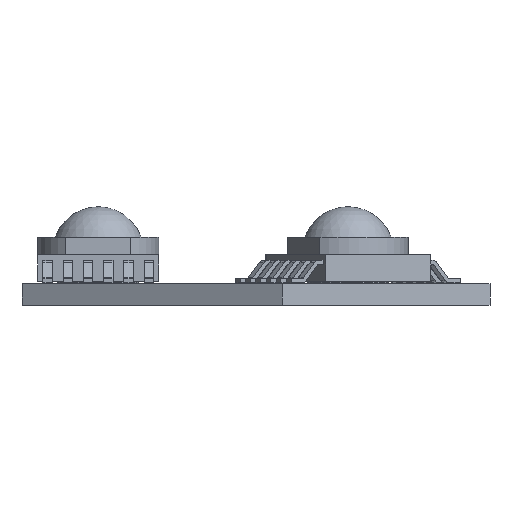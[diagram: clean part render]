
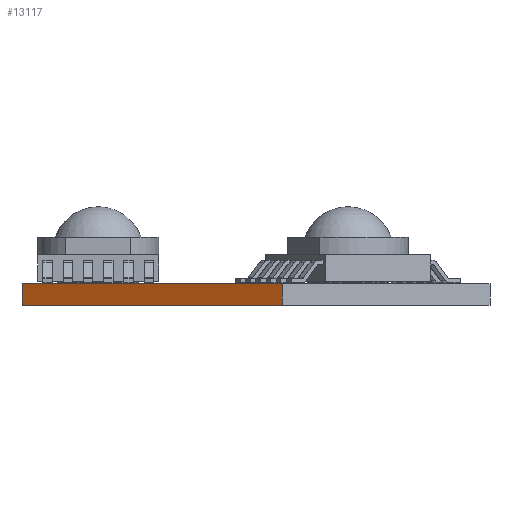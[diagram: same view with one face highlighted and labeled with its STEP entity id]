
A CAD part, left-side view. The second image highlights one B-rep face of the part: STEP entity #13117.
In plain terms, the highlighted planar face has unit normal (-0.866, 0.5, 0).
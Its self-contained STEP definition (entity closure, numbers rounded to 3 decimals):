
#12936 = PLANE('',#12937);
#12937 = AXIS2_PLACEMENT_3D('',#12938,#12939,#12940);
#12938 = CARTESIAN_POINT('',(8.9,18.,0.));
#12939 = DIRECTION('',(0.,-1.,0.));
#12940 = DIRECTION('',(-1.,0.,0.));
#12961 = VERTEX_POINT('',#12962);
#12962 = CARTESIAN_POINT('',(-8.9,18.,1.6));
#12976 = PLANE('',#12977);
#12977 = AXIS2_PLACEMENT_3D('',#12978,#12979,#12980);
#12978 = CARTESIAN_POINT('',(0.,0.,1.6)
  );
#12979 = DIRECTION('',(0.,0.,1.));
#12980 = DIRECTION('',(1.,0.,-0.));
#12988 = EDGE_CURVE('',#12989,#12961,#12991,.T.);
#12989 = VERTEX_POINT('',#12990);
#12990 = CARTESIAN_POINT('',(-8.9,18.,0.));
#12991 = SURFACE_CURVE('',#12992,(#12996,#13003),.PCURVE_S1.);
#12992 = LINE('',#12993,#12994);
#12993 = CARTESIAN_POINT('',(-8.9,18.,0.));
#12994 = VECTOR('',#12995,1.);
#12995 = DIRECTION('',(0.,0.,1.));
#12996 = PCURVE('',#12936,#12997);
#12997 = DEFINITIONAL_REPRESENTATION('',(#12998),#13002);
#12998 = LINE('',#12999,#13000);
#12999 = CARTESIAN_POINT('',(17.8,0.));
#13000 = VECTOR('',#13001,1.);
#13001 = DIRECTION('',(0.,-1.));
#13002 = ( GEOMETRIC_REPRESENTATION_CONTEXT(2) 
PARAMETRIC_REPRESENTATION_CONTEXT() REPRESENTATION_CONTEXT('2D SPACE',''
  ) );
#13003 = PCURVE('',#13004,#13009);
#13004 = PLANE('',#13005);
#13005 = AXIS2_PLACEMENT_3D('',#13006,#13007,#13008);
#13006 = CARTESIAN_POINT('',(-8.9,18.,0.));
#13007 = DIRECTION('',(0.866,-0.5,0.));
#13008 = DIRECTION('',(-0.5,-0.866,0.));
#13009 = DEFINITIONAL_REPRESENTATION('',(#13010),#13014);
#13010 = LINE('',#13011,#13012);
#13011 = CARTESIAN_POINT('',(0.,0.));
#13012 = VECTOR('',#13013,1.);
#13013 = DIRECTION('',(0.,-1.));
#13014 = ( GEOMETRIC_REPRESENTATION_CONTEXT(2) 
PARAMETRIC_REPRESENTATION_CONTEXT() REPRESENTATION_CONTEXT('2D SPACE',''
  ) );
#13030 = PLANE('',#13031);
#13031 = AXIS2_PLACEMENT_3D('',#13032,#13033,#13034);
#13032 = CARTESIAN_POINT('',(0.,0.,0.));
#13033 = DIRECTION('',(0.,0.,1.));
#13034 = DIRECTION('',(1.,0.,-0.));
#13117 = ADVANCED_FACE('',(#13118),#13004,.F.);
#13118 = FACE_BOUND('',#13119,.F.);
#13119 = EDGE_LOOP('',(#13120,#13121,#13144,#13172));
#13120 = ORIENTED_EDGE('',*,*,#12988,.T.);
#13121 = ORIENTED_EDGE('',*,*,#13122,.T.);
#13122 = EDGE_CURVE('',#12961,#13123,#13125,.T.);
#13123 = VERTEX_POINT('',#13124);
#13124 = CARTESIAN_POINT('',(-20.038,-1.292,1.6));
#13125 = SURFACE_CURVE('',#13126,(#13130,#13137),.PCURVE_S1.);
#13126 = LINE('',#13127,#13128);
#13127 = CARTESIAN_POINT('',(-8.9,18.,1.6));
#13128 = VECTOR('',#13129,1.);
#13129 = DIRECTION('',(-0.5,-0.866,0.));
#13130 = PCURVE('',#13004,#13131);
#13131 = DEFINITIONAL_REPRESENTATION('',(#13132),#13136);
#13132 = LINE('',#13133,#13134);
#13133 = CARTESIAN_POINT('',(0.,-1.6));
#13134 = VECTOR('',#13135,1.);
#13135 = DIRECTION('',(1.,0.));
#13136 = ( GEOMETRIC_REPRESENTATION_CONTEXT(2) 
PARAMETRIC_REPRESENTATION_CONTEXT() REPRESENTATION_CONTEXT('2D SPACE',''
  ) );
#13137 = PCURVE('',#12976,#13138);
#13138 = DEFINITIONAL_REPRESENTATION('',(#13139),#13143);
#13139 = LINE('',#13140,#13141);
#13140 = CARTESIAN_POINT('',(-8.9,18.));
#13141 = VECTOR('',#13142,1.);
#13142 = DIRECTION('',(-0.5,-0.866));
#13143 = ( GEOMETRIC_REPRESENTATION_CONTEXT(2) 
PARAMETRIC_REPRESENTATION_CONTEXT() REPRESENTATION_CONTEXT('2D SPACE',''
  ) );
#13144 = ORIENTED_EDGE('',*,*,#13145,.F.);
#13145 = EDGE_CURVE('',#13146,#13123,#13148,.T.);
#13146 = VERTEX_POINT('',#13147);
#13147 = CARTESIAN_POINT('',(-20.038,-1.292,0.));
#13148 = SURFACE_CURVE('',#13149,(#13153,#13160),.PCURVE_S1.);
#13149 = LINE('',#13150,#13151);
#13150 = CARTESIAN_POINT('',(-20.038,-1.292,0.));
#13151 = VECTOR('',#13152,1.);
#13152 = DIRECTION('',(0.,0.,1.));
#13153 = PCURVE('',#13004,#13154);
#13154 = DEFINITIONAL_REPRESENTATION('',(#13155),#13159);
#13155 = LINE('',#13156,#13157);
#13156 = CARTESIAN_POINT('',(22.277,0.));
#13157 = VECTOR('',#13158,1.);
#13158 = DIRECTION('',(0.,-1.));
#13159 = ( GEOMETRIC_REPRESENTATION_CONTEXT(2) 
PARAMETRIC_REPRESENTATION_CONTEXT() REPRESENTATION_CONTEXT('2D SPACE',''
  ) );
#13160 = PCURVE('',#13161,#13166);
#13161 = PLANE('',#13162);
#13162 = AXIS2_PLACEMENT_3D('',#13163,#13164,#13165);
#13163 = CARTESIAN_POINT('',(-20.038,-1.292,0.));
#13164 = DIRECTION('',(0.866,0.5,-0.));
#13165 = DIRECTION('',(0.5,-0.866,0.));
#13166 = DEFINITIONAL_REPRESENTATION('',(#13167),#13171);
#13167 = LINE('',#13168,#13169);
#13168 = CARTESIAN_POINT('',(0.,0.));
#13169 = VECTOR('',#13170,1.);
#13170 = DIRECTION('',(0.,-1.));
#13171 = ( GEOMETRIC_REPRESENTATION_CONTEXT(2) 
PARAMETRIC_REPRESENTATION_CONTEXT() REPRESENTATION_CONTEXT('2D SPACE',''
  ) );
#13172 = ORIENTED_EDGE('',*,*,#13173,.F.);
#13173 = EDGE_CURVE('',#12989,#13146,#13174,.T.);
#13174 = SURFACE_CURVE('',#13175,(#13179,#13186),.PCURVE_S1.);
#13175 = LINE('',#13176,#13177);
#13176 = CARTESIAN_POINT('',(-8.9,18.,0.));
#13177 = VECTOR('',#13178,1.);
#13178 = DIRECTION('',(-0.5,-0.866,0.));
#13179 = PCURVE('',#13004,#13180);
#13180 = DEFINITIONAL_REPRESENTATION('',(#13181),#13185);
#13181 = LINE('',#13182,#13183);
#13182 = CARTESIAN_POINT('',(0.,0.));
#13183 = VECTOR('',#13184,1.);
#13184 = DIRECTION('',(1.,0.));
#13185 = ( GEOMETRIC_REPRESENTATION_CONTEXT(2) 
PARAMETRIC_REPRESENTATION_CONTEXT() REPRESENTATION_CONTEXT('2D SPACE',''
  ) );
#13186 = PCURVE('',#13030,#13187);
#13187 = DEFINITIONAL_REPRESENTATION('',(#13188),#13192);
#13188 = LINE('',#13189,#13190);
#13189 = CARTESIAN_POINT('',(-8.9,18.));
#13190 = VECTOR('',#13191,1.);
#13191 = DIRECTION('',(-0.5,-0.866));
#13192 = ( GEOMETRIC_REPRESENTATION_CONTEXT(2) 
PARAMETRIC_REPRESENTATION_CONTEXT() REPRESENTATION_CONTEXT('2D SPACE',''
  ) );
